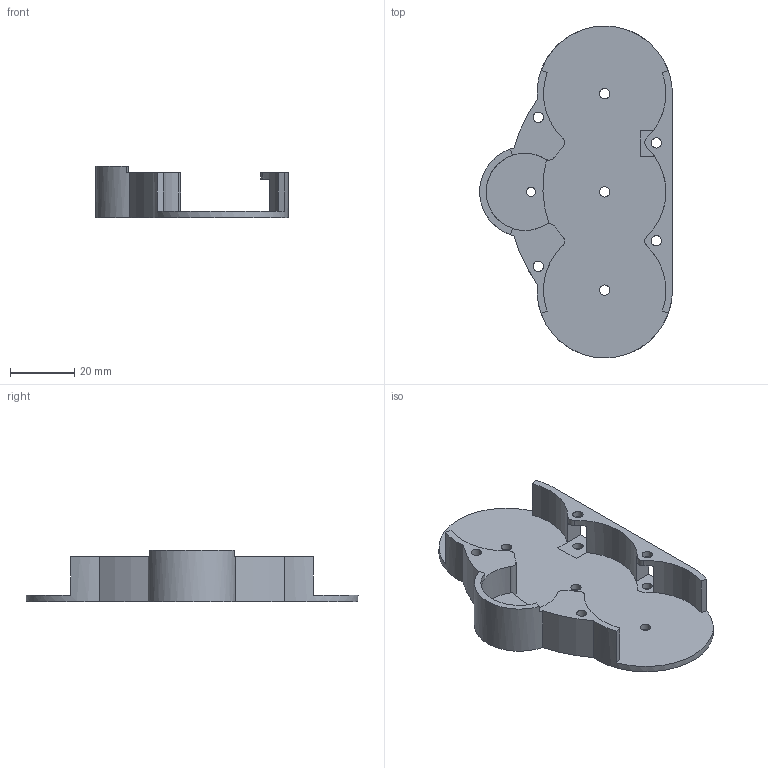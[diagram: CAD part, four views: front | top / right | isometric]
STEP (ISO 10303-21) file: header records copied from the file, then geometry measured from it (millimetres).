
FILE_DESCRIPTION(('FreeCAD Model'),'2;1');
FILE_NAME('tapa-engranjes-inferior001.step','2018-06-06T01:58:07',('Author'),(''), 'Open CASCADE STEP processor 7.2','FreeCAD','Unknown');
FILE_SCHEMA(('AUTOMOTIVE_DESIGN { 1 0 10303 214 1 1 1 1 }'));
Length unit declared in the file: millimetre
Products named in the file (1): tapa-engranjes-inferior001
Bounding box: 59.79 x 103 x 16 mm (x, y, z)
Volume: 17060.5 mm3; surface area: 14413.6 mm2
Topology: 1 solids, 1 shells, 59 faces, 174 edges, 115 vertices
Faces by surface type: cylinder 33, plane 26
Full cylindrical faces by diameter (mm): 2.8 x1, 3.2 x9
Entity records: 4418 total; most frequent: CARTESIAN_POINT 986, DIRECTION 641, ORIENTED_EDGE 348, PCURVE 348, DEFINITIONAL_REPRESENTATION 348, LINE 310, VECTOR 310, EDGE_CURVE 174
